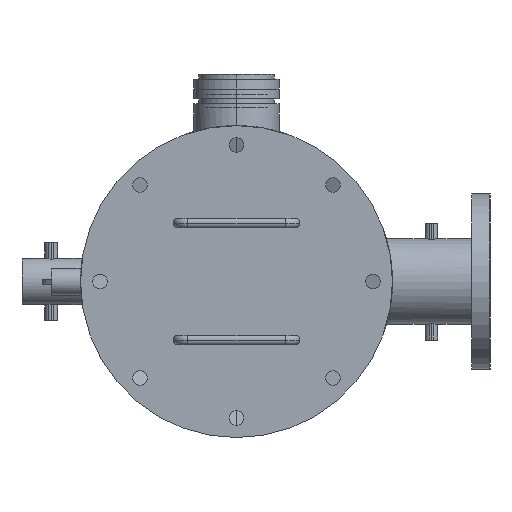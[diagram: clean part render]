
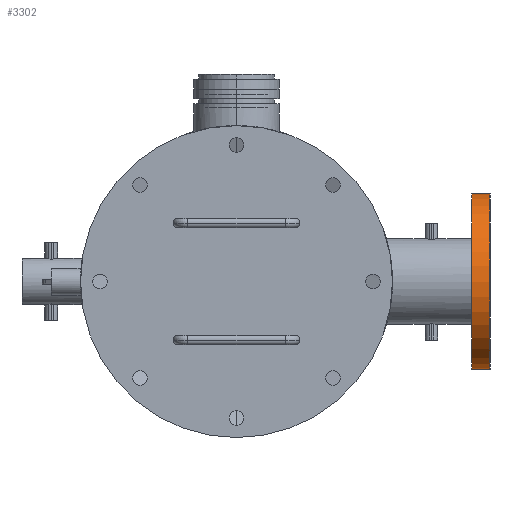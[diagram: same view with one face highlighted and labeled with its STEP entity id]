
A CAD part, left-side view. The second image highlights one B-rep face of the part: STEP entity #3302.
In plain terms, the highlighted cylindrical face has radius 114.3 mm (diameter 228.6 mm), a partial arc.
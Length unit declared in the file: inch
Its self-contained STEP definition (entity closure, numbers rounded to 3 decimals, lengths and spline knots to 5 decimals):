
#462 = AXIS2_PLACEMENT_3D ( 'NONE', #8708, #768, #3299 ) ;
#768 = DIRECTION ( 'NONE',  ( 0., -1., 0. ) ) ;
#1082 = VERTEX_POINT ( 'NONE', #6690 ) ;
#1307 = CARTESIAN_POINT ( 'NONE',  ( 6.87, -12.06, 0. ) ) ;
#1495 = VECTOR ( 'NONE', #3499, 39.37008 ) ;
#2333 = ORIENTED_EDGE ( 'NONE', *, *, #3408, .F. ) ;
#2593 = CIRCLE ( 'NONE', #9519, 4.5 ) ;
#2744 = LINE ( 'NONE', #7049, #7694 ) ;
#2900 = EDGE_CURVE ( 'NONE', #5598, #1082, #2744, .T. ) ;
#2985 = VERTEX_POINT ( 'NONE', #6542 ) ;
#3299 = DIRECTION ( 'NONE',  ( 0., 0., -1. ) ) ;
#3302 = ADVANCED_FACE ( 'NONE', ( #4652 ), #11261, .T. ) ;
#3378 = ORIENTED_EDGE ( 'NONE', *, *, #6024, .F. ) ;
#3408 = EDGE_CURVE ( 'NONE', #2985, #7118, #7951, .T. ) ;
#3499 = DIRECTION ( 'NONE',  ( 0., -1., 0. ) ) ;
#4066 = EDGE_CURVE ( 'NONE', #2985, #5598, #2593, .T. ) ;
#4280 = CARTESIAN_POINT ( 'NONE',  ( 6.87, -12.06, 4.5 ) ) ;
#4316 = ORIENTED_EDGE ( 'NONE', *, *, #4066, .T. ) ;
#4496 = DIRECTION ( 'NONE',  ( 0., -1., 0. ) ) ;
#4604 = CIRCLE ( 'NONE', #462, 4.5 ) ;
#4652 = FACE_OUTER_BOUND ( 'NONE', #8867, .T. ) ;
#4861 = DIRECTION ( 'NONE',  ( 0., -1., 0. ) ) ;
#5182 = DIRECTION ( 'NONE',  ( 0., -1., 0. ) ) ;
#5598 = VERTEX_POINT ( 'NONE', #6737 ) ;
#6024 = EDGE_CURVE ( 'NONE', #7118, #1082, #4604, .T. ) ;
#6542 = CARTESIAN_POINT ( 'NONE',  ( 6.87, -12.06, 4.5 ) ) ;
#6690 = CARTESIAN_POINT ( 'NONE',  ( 6.87, -13., -4.5 ) ) ;
#6737 = CARTESIAN_POINT ( 'NONE',  ( 6.87, -12.06, -4.5 ) ) ;
#6828 = DIRECTION ( 'NONE',  ( 0., 0., -1. ) ) ;
#7049 = CARTESIAN_POINT ( 'NONE',  ( 6.87, -12.06, -4.5 ) ) ;
#7118 = VERTEX_POINT ( 'NONE', #8317 ) ;
#7694 = VECTOR ( 'NONE', #4496, 39.37008 ) ;
#7802 = CARTESIAN_POINT ( 'NONE',  ( 6.87, -12.06, 0. ) ) ;
#7951 = LINE ( 'NONE', #4280, #1495 ) ;
#8317 = CARTESIAN_POINT ( 'NONE',  ( 6.87, -13., 4.5 ) ) ;
#8708 = CARTESIAN_POINT ( 'NONE',  ( 6.87, -13., 0. ) ) ;
#8867 = EDGE_LOOP ( 'NONE', ( #2333, #4316, #9187, #3378 ) ) ;
#9187 = ORIENTED_EDGE ( 'NONE', *, *, #2900, .T. ) ;
#9217 = DIRECTION ( 'NONE',  ( 0., 0., -1. ) ) ;
#9519 = AXIS2_PLACEMENT_3D ( 'NONE', #7802, #5182, #6828 ) ;
#10113 = AXIS2_PLACEMENT_3D ( 'NONE', #1307, #4861, #9217 ) ;
#11261 = CYLINDRICAL_SURFACE ( 'NONE', #10113, 4.5 ) ;
